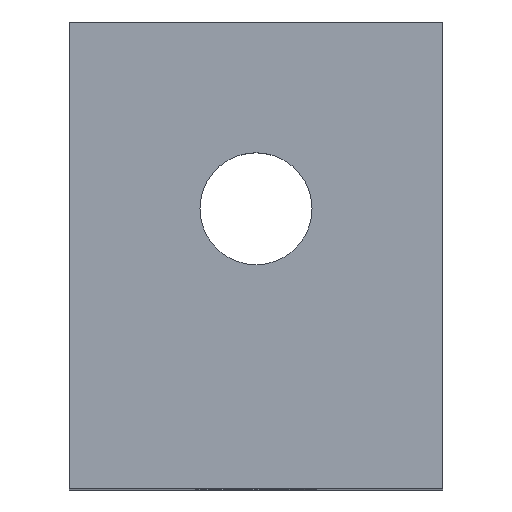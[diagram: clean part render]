
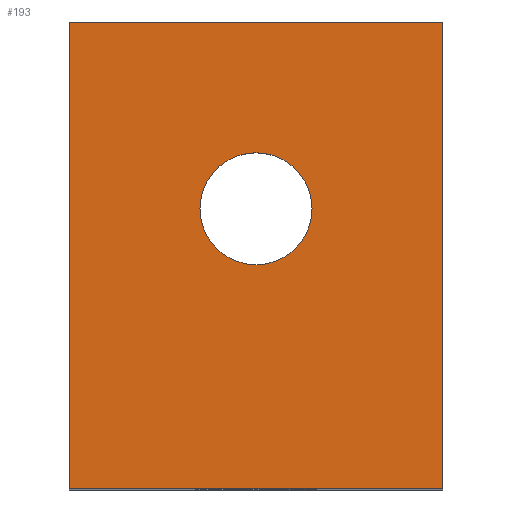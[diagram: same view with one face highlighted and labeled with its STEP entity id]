
A CAD part, top view. The second image highlights one B-rep face of the part: STEP entity #193.
In plain terms, the highlighted planar face has unit normal (0, 0, 1).
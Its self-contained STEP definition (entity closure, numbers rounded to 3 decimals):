
#10 = VERTEX_POINT ( 'NONE', #157 ) ;
#14 = EDGE_CURVE ( 'NONE', #10, #16, #276, .T. ) ;
#16 = VERTEX_POINT ( 'NONE', #288 ) ;
#19 = EDGE_CURVE ( 'NONE', #20, #21, #279, .T. ) ;
#20 = VERTEX_POINT ( 'NONE', #280 ) ;
#21 = VERTEX_POINT ( 'NONE', #262 ) ;
#96 = ORIENTED_EDGE ( 'NONE', *, *, #19, .T. ) ;
#97 = VERTEX_POINT ( 'NONE', #351 ) ;
#98 = EDGE_CURVE ( 'NONE', #97, #200, #307, .T. ) ;
#99 = EDGE_CURVE ( 'NONE', #20, #97, #303, .T. ) ;
#100 = ORIENTED_EDGE ( 'NONE', *, *, #99, .F. ) ;
#101 = ORIENTED_EDGE ( 'NONE', *, *, #98, .F. ) ;
#151 = EDGE_LOOP ( 'NONE', ( #152, #154 ) ) ;
#152 = ORIENTED_EDGE ( 'NONE', *, *, #153, .T. ) ;
#153 = EDGE_CURVE ( 'NONE', #16, #10, #456, .T. ) ;
#154 = ORIENTED_EDGE ( 'NONE', *, *, #14, .T. ) ;
#155 = EDGE_LOOP ( 'NONE', ( #198, #101, #100, #96 ) ) ;
#157 = CARTESIAN_POINT ( 'NONE',  ( 10., 12., 0. ) ) ;
#193 = ADVANCED_FACE ( 'NONE', ( #523, #522 ), #521, .F. ) ;
#198 = ORIENTED_EDGE ( 'NONE', *, *, #199, .T. ) ;
#199 = EDGE_CURVE ( 'NONE', #21, #200, #510, .T. ) ;
#200 = VERTEX_POINT ( 'NONE', #506 ) ;
#262 = CARTESIAN_POINT ( 'NONE',  ( 0., 25., 0. ) ) ;
#266 = DIRECTION ( 'NONE',  ( -1., 0., 0. ) ) ;
#267 = VECTOR ( 'NONE', #266, 1000. ) ;
#268 = CARTESIAN_POINT ( 'NONE',  ( 20., 25., 0. ) ) ;
#272 = CARTESIAN_POINT ( 'NONE',  ( 10., 15., 0. ) ) ;
#273 = AXIS2_PLACEMENT_3D ( 'NONE', #272, #278, #277 ) ;
#276 = CIRCLE ( 'NONE', #273, 3. ) ;
#277 = DIRECTION ( 'NONE',  ( 0., 1., 0. ) ) ;
#278 = DIRECTION ( 'NONE',  ( 0., 0., -1. ) ) ;
#279 = LINE ( 'NONE', #268, #267 ) ;
#280 = CARTESIAN_POINT ( 'NONE',  ( 20., 25., 0. ) ) ;
#288 = CARTESIAN_POINT ( 'NONE',  ( 10., 18., 0. ) ) ;
#301 = DIRECTION ( 'NONE',  ( 0., -1., 0. ) ) ;
#302 = CARTESIAN_POINT ( 'NONE',  ( 20., 25., 0. ) ) ;
#303 = LINE ( 'NONE', #302, #386 ) ;
#304 = DIRECTION ( 'NONE',  ( -1., 0., 0. ) ) ;
#305 = VECTOR ( 'NONE', #304, 1000. ) ;
#306 = CARTESIAN_POINT ( 'NONE',  ( 20., 0., 0. ) ) ;
#307 = LINE ( 'NONE', #306, #305 ) ;
#351 = CARTESIAN_POINT ( 'NONE',  ( 20., 0., 0. ) ) ;
#386 = VECTOR ( 'NONE', #301, 1000. ) ;
#452 = DIRECTION ( 'NONE',  ( 0., 1., 0. ) ) ;
#453 = DIRECTION ( 'NONE',  ( 0., 0., -1. ) ) ;
#454 = CARTESIAN_POINT ( 'NONE',  ( 10., 15., 0. ) ) ;
#455 = AXIS2_PLACEMENT_3D ( 'NONE', #454, #453, #452 ) ;
#456 = CIRCLE ( 'NONE', #455, 3. ) ;
#506 = CARTESIAN_POINT ( 'NONE',  ( 0., 0., 0. ) ) ;
#507 = DIRECTION ( 'NONE',  ( 0., -1., 0. ) ) ;
#508 = VECTOR ( 'NONE', #507, 1000. ) ;
#509 = CARTESIAN_POINT ( 'NONE',  ( 0., 25., 0. ) ) ;
#510 = LINE ( 'NONE', #509, #508 ) ;
#517 = DIRECTION ( 'NONE',  ( 0., 1., 0. ) ) ;
#518 = DIRECTION ( 'NONE',  ( 0., 0., -1. ) ) ;
#519 = CARTESIAN_POINT ( 'NONE',  ( 20., 25., 0. ) ) ;
#520 = AXIS2_PLACEMENT_3D ( 'NONE', #519, #518, #517 ) ;
#521 = PLANE ( 'NONE',  #520 ) ;
#522 = FACE_OUTER_BOUND ( 'NONE', #155, .T. ) ;
#523 = FACE_BOUND ( 'NONE', #151, .T. ) ;
